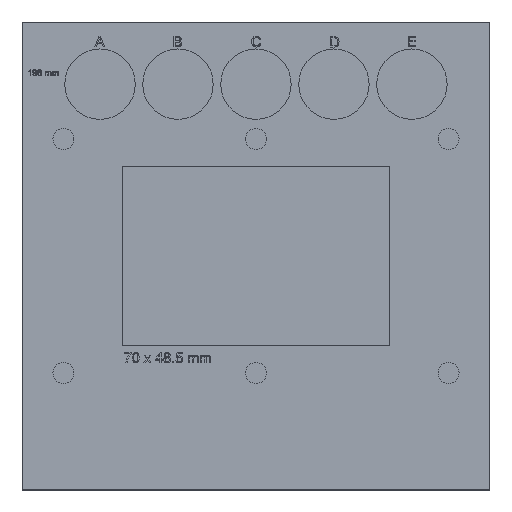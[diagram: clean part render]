
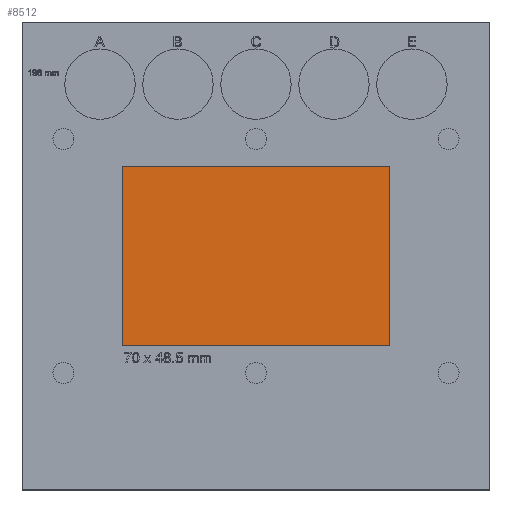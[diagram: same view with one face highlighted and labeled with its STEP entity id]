
A CAD part, top view. The second image highlights one B-rep face of the part: STEP entity #8512.
In plain terms, the highlighted planar face has unit normal (0, 0, 1).
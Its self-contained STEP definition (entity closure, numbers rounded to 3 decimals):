
#724=LINE('',#17386,#1427);
#727=LINE('',#17391,#1430);
#734=LINE('',#17405,#1437);
#736=LINE('',#17408,#1439);
#1427=VECTOR('',#9788,10.);
#1430=VECTOR('',#9793,10.);
#1437=VECTOR('',#9806,10.);
#1439=VECTOR('',#9810,10.);
#2221=FACE_OUTER_BOUND('',#2724,.T.);
#2724=EDGE_LOOP('',(#7859,#7860,#7861,#7862));
#4083=VERTEX_POINT('',#17384);
#4084=VERTEX_POINT('',#17385);
#4085=VERTEX_POINT('',#17390);
#4089=VERTEX_POINT('',#17404);
#5321=EDGE_CURVE('',#4083,#4084,#724,.T.);
#5324=EDGE_CURVE('',#4085,#4083,#727,.T.);
#5331=EDGE_CURVE('',#4084,#4089,#734,.T.);
#5333=EDGE_CURVE('',#4089,#4085,#736,.T.);
#7859=ORIENTED_EDGE('',*,*,#5321,.T.);
#7860=ORIENTED_EDGE('',*,*,#5331,.T.);
#7861=ORIENTED_EDGE('',*,*,#5333,.T.);
#7862=ORIENTED_EDGE('',*,*,#5324,.T.);
#8050=PLANE('',#8732);
#8512=ADVANCED_FACE('',(#2221),#8050,.T.);
#8732=AXIS2_PLACEMENT_3D('',#17452,#9871,#9872);
#9788=DIRECTION('',(-1.,0.,0.));
#9793=DIRECTION('',(0.,1.,0.));
#9806=DIRECTION('',(0.,-1.,0.));
#9810=DIRECTION('',(1.,0.,0.));
#9871=DIRECTION('center_axis',(0.,0.,1.));
#9872=DIRECTION('ref_axis',(1.,0.,0.));
#17384=CARTESIAN_POINT('',(64.5,43.,1.));
#17385=CARTESIAN_POINT('',(-64.5,43.,1.));
#17386=CARTESIAN_POINT('',(-32.25,43.,1.));
#17390=CARTESIAN_POINT('',(64.5,-43.,1.));
#17391=CARTESIAN_POINT('',(64.5,21.5,1.));
#17404=CARTESIAN_POINT('',(-64.5,-43.,1.));
#17405=CARTESIAN_POINT('',(-64.5,-21.5,1.));
#17408=CARTESIAN_POINT('',(32.25,-43.,1.));
#17452=CARTESIAN_POINT('Origin',(0.,0.,1.));
